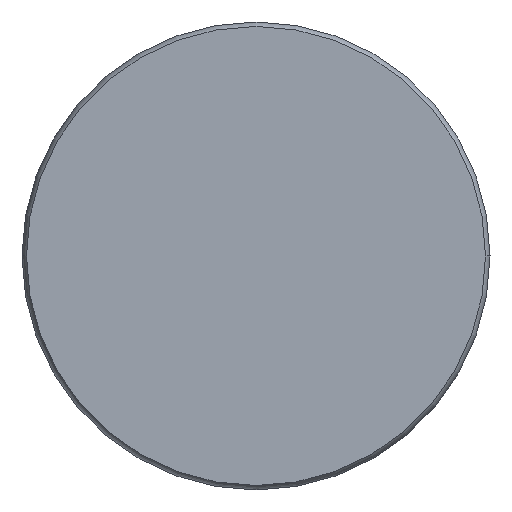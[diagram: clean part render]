
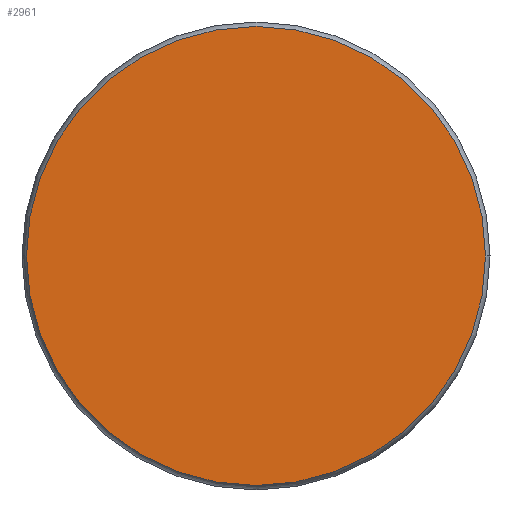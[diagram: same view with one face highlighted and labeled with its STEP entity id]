
A CAD part, top view. The second image highlights one B-rep face of the part: STEP entity #2961.
In plain terms, the highlighted planar face has unit normal (0, 0, 1).
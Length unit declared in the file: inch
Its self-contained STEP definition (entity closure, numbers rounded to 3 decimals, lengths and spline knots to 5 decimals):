
#312 = AXIS2_PLACEMENT_3D ( 'NONE', #4147, #6390, #1902 ) ;
#459 = ORIENTED_EDGE ( 'NONE', *, *, #9206, .F. ) ;
#1175 = FACE_OUTER_BOUND ( 'NONE', #4145, .T. ) ;
#1588 = AXIS2_PLACEMENT_3D ( 'NONE', #7740, #4054, #6996 ) ;
#1902 = DIRECTION ( 'NONE',  ( 1., 0., 0. ) ) ;
#2961 = ADVANCED_FACE ( 'NONE', ( #1175 ), #9318, .T. ) ;
#3643 = ORIENTED_EDGE ( 'NONE', *, *, #7786, .F. ) ;
#4054 = DIRECTION ( 'NONE',  ( 0., 0., -1. ) ) ;
#4145 = EDGE_LOOP ( 'NONE', ( #459, #3643 ) ) ;
#4147 = CARTESIAN_POINT ( 'NONE',  ( 0., 0., 31.962 ) ) ;
#4282 = CIRCLE ( 'NONE', #1588, 5.92783 ) ;
#4713 = CARTESIAN_POINT ( 'NONE',  ( -5.92783, 0., 31.962 ) ) ;
#4817 = CARTESIAN_POINT ( 'NONE',  ( 0., 0., 31.962 ) ) ;
#5513 = DIRECTION ( 'NONE',  ( 0., 0., -1. ) ) ;
#6390 = DIRECTION ( 'NONE',  ( 0., 0., 1. ) ) ;
#6541 = AXIS2_PLACEMENT_3D ( 'NONE', #4817, #5513, #7041 ) ;
#6996 = DIRECTION ( 'NONE',  ( 1., 0., 0. ) ) ;
#7041 = DIRECTION ( 'NONE',  ( 1., 0., 0. ) ) ;
#7740 = CARTESIAN_POINT ( 'NONE',  ( 0., 0., 31.962 ) ) ;
#7786 = EDGE_CURVE ( 'NONE', #9569, #7829, #4282, .T. ) ;
#7829 = VERTEX_POINT ( 'NONE', #4713 ) ;
#8781 = CIRCLE ( 'NONE', #6541, 5.92783 ) ;
#8916 = CARTESIAN_POINT ( 'NONE',  ( 5.92783, 0., 31.962 ) ) ;
#9206 = EDGE_CURVE ( 'NONE', #7829, #9569, #8781, .T. ) ;
#9318 = PLANE ( 'NONE',  #312 ) ;
#9569 = VERTEX_POINT ( 'NONE', #8916 ) ;
